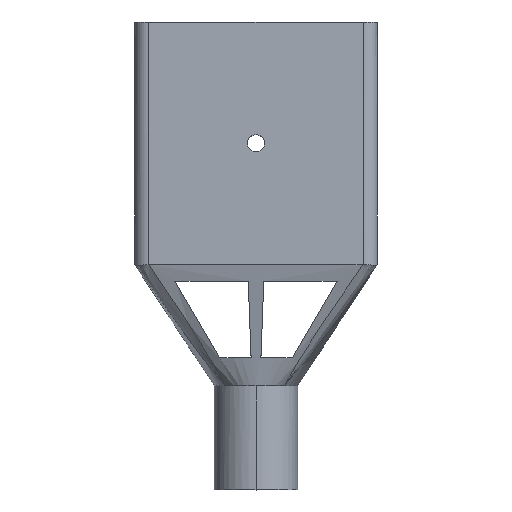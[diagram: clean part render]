
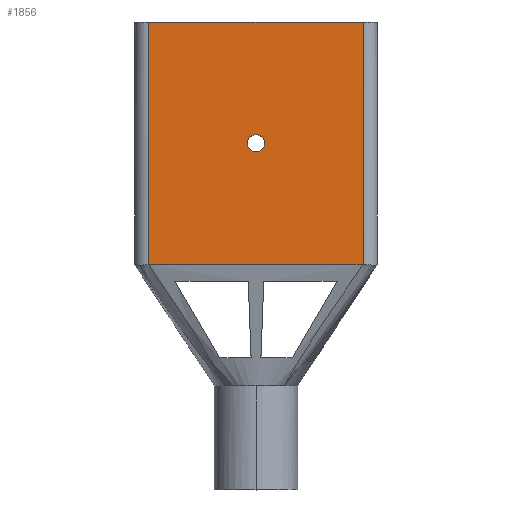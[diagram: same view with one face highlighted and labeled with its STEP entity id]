
A CAD part, top view. The second image highlights one B-rep face of the part: STEP entity #1856.
In plain terms, the highlighted planar face has unit normal (0, 0, 1).
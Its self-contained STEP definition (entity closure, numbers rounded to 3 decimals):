
#133 = CARTESIAN_POINT ( 'NONE',  ( -35., 135., 20. ) ) ;
#147 = DIRECTION ( 'NONE',  ( -1., 0., 0. ) ) ;
#183 = VERTEX_POINT ( 'NONE', #4846 ) ;
#222 = VECTOR ( 'NONE', #1173, 1000. ) ;
#304 = DIRECTION ( 'NONE',  ( 0., -1., 0. ) ) ;
#356 = EDGE_CURVE ( 'NONE', #1144, #2608, #1919, .T. ) ;
#400 = VERTEX_POINT ( 'NONE', #2409 ) ;
#468 = ORIENTED_EDGE ( 'NONE', *, *, #356, .T. ) ;
#550 = CARTESIAN_POINT ( 'NONE',  ( 30.92, 65.001, 20. ) ) ;
#646 = ORIENTED_EDGE ( 'NONE', *, *, #3510, .F. ) ;
#648 = AXIS2_PLACEMENT_3D ( 'NONE', #4841, #2828, #3993 ) ;
#683 = EDGE_LOOP ( 'NONE', ( #2086, #646 ) ) ;
#769 = AXIS2_PLACEMENT_3D ( 'NONE', #1539, #786, #2773 ) ;
#786 = DIRECTION ( 'NONE',  ( 0., 0., 1. ) ) ;
#926 = FACE_BOUND ( 'NONE', #683, .T. ) ;
#987 = CARTESIAN_POINT ( 'NONE',  ( 31., 135., 20. ) ) ;
#1144 = VERTEX_POINT ( 'NONE', #1928 ) ;
#1149 = VERTEX_POINT ( 'NONE', #4409 ) ;
#1173 = DIRECTION ( 'NONE',  ( 0., 1., 0. ) ) ;
#1202 = CARTESIAN_POINT ( 'NONE',  ( -35., 65., 20. ) ) ;
#1416 = CARTESIAN_POINT ( 'NONE',  ( -35., 135., 20. ) ) ;
#1470 = B_SPLINE_CURVE_WITH_KNOTS ( 'NONE', 3,
 ( #2487, #2950, #4531, #4505 ),
 .UNSPECIFIED., .F., .F.,
 ( 4, 4 ),
 ( 0., 1. ),
 .UNSPECIFIED. ) ;
#1524 = EDGE_CURVE ( 'NONE', #2198, #4771, #1470, .T. ) ;
#1539 = CARTESIAN_POINT ( 'NONE',  ( 0., 100., 20. ) ) ;
#1618 = CARTESIAN_POINT ( 'NONE',  ( -31., 65., 20. ) ) ;
#1738 = CARTESIAN_POINT ( 'NONE',  ( -30.939, 65., 20. ) ) ;
#1799 = PLANE ( 'NONE',  #2234 ) ;
#1856 = ADVANCED_FACE ( 'NONE', ( #926, #3688 ), #1799, .F. ) ;
#1898 = LINE ( 'NONE', #1202, #4243 ) ;
#1919 = LINE ( 'NONE', #2673, #222 ) ;
#1928 = CARTESIAN_POINT ( 'NONE',  ( 31., 65., 20. ) ) ;
#2086 = ORIENTED_EDGE ( 'NONE', *, *, #3179, .F. ) ;
#2114 = CARTESIAN_POINT ( 'NONE',  ( 30.96, 65.003, 20. ) ) ;
#2198 = VERTEX_POINT ( 'NONE', #1618 ) ;
#2234 = AXIS2_PLACEMENT_3D ( 'NONE', #1416, #4544, #147 ) ;
#2311 = B_SPLINE_CURVE_WITH_KNOTS ( 'NONE', 3,
 ( #2513, #550, #2114, #3699 ),
 .UNSPECIFIED., .F., .F.,
 ( 4, 4 ),
 ( 0., 1. ),
 .UNSPECIFIED. ) ;
#2340 = VECTOR ( 'NONE', #4768, 1000. ) ;
#2409 = CARTESIAN_POINT ( 'NONE',  ( -31., 135., 20. ) ) ;
#2487 = CARTESIAN_POINT ( 'NONE',  ( -31., 65., 20. ) ) ;
#2513 = CARTESIAN_POINT ( 'NONE',  ( 30.88, 65., 20. ) ) ;
#2528 = LINE ( 'NONE', #4626, #5053 ) ;
#2608 = VERTEX_POINT ( 'NONE', #987 ) ;
#2673 = CARTESIAN_POINT ( 'NONE',  ( 31., 135., 20. ) ) ;
#2702 = ORIENTED_EDGE ( 'NONE', *, *, #3709, .T. ) ;
#2773 = DIRECTION ( 'NONE',  ( 1., 0., 0. ) ) ;
#2828 = DIRECTION ( 'NONE',  ( 0., 0., 1. ) ) ;
#2948 = CARTESIAN_POINT ( 'NONE',  ( -2.5, 100., 20. ) ) ;
#2950 = CARTESIAN_POINT ( 'NONE',  ( -30.98, 65.001, 20. ) ) ;
#2989 = CIRCLE ( 'NONE', #769, 2.5 ) ;
#3033 = ORIENTED_EDGE ( 'NONE', *, *, #1524, .T. ) ;
#3036 = EDGE_CURVE ( 'NONE', #400, #2198, #2528, .T. ) ;
#3116 = CIRCLE ( 'NONE', #648, 2.5 ) ;
#3179 = EDGE_CURVE ( 'NONE', #1149, #3744, #2989, .T. ) ;
#3288 = ORIENTED_EDGE ( 'NONE', *, *, #4542, .F. ) ;
#3317 = EDGE_LOOP ( 'NONE', ( #3288, #2702, #468, #4192, #3497, #3033 ) ) ;
#3497 = ORIENTED_EDGE ( 'NONE', *, *, #3036, .T. ) ;
#3510 = EDGE_CURVE ( 'NONE', #3744, #1149, #3116, .T. ) ;
#3688 = FACE_OUTER_BOUND ( 'NONE', #3317, .T. ) ;
#3699 = CARTESIAN_POINT ( 'NONE',  ( 31., 65., 20. ) ) ;
#3709 = EDGE_CURVE ( 'NONE', #183, #1144, #2311, .T. ) ;
#3744 = VERTEX_POINT ( 'NONE', #2948 ) ;
#3993 = DIRECTION ( 'NONE',  ( 1., 0., 0. ) ) ;
#4038 = LINE ( 'NONE', #133, #2340 ) ;
#4192 = ORIENTED_EDGE ( 'NONE', *, *, #4599, .F. ) ;
#4243 = VECTOR ( 'NONE', #4281, 1000. ) ;
#4281 = DIRECTION ( 'NONE',  ( -1., 0., 0. ) ) ;
#4409 = CARTESIAN_POINT ( 'NONE',  ( 2.5, 100., 20. ) ) ;
#4505 = CARTESIAN_POINT ( 'NONE',  ( -30.939, 65., 20. ) ) ;
#4531 = CARTESIAN_POINT ( 'NONE',  ( -30.959, 65., 20. ) ) ;
#4542 = EDGE_CURVE ( 'NONE', #183, #4771, #1898, .T. ) ;
#4544 = DIRECTION ( 'NONE',  ( 0., 0., -1. ) ) ;
#4599 = EDGE_CURVE ( 'NONE', #400, #2608, #4038, .T. ) ;
#4626 = CARTESIAN_POINT ( 'NONE',  ( -31., 135., 20. ) ) ;
#4768 = DIRECTION ( 'NONE',  ( 1., 0., 0. ) ) ;
#4771 = VERTEX_POINT ( 'NONE', #1738 ) ;
#4841 = CARTESIAN_POINT ( 'NONE',  ( 0., 100., 20. ) ) ;
#4846 = CARTESIAN_POINT ( 'NONE',  ( 30.88, 65., 20. ) ) ;
#5053 = VECTOR ( 'NONE', #304, 1000. ) ;
